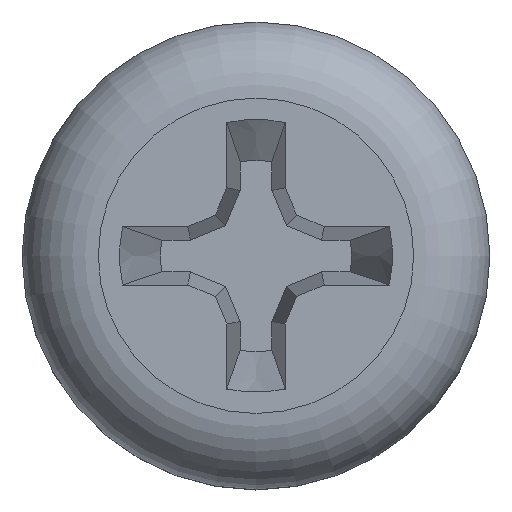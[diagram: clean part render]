
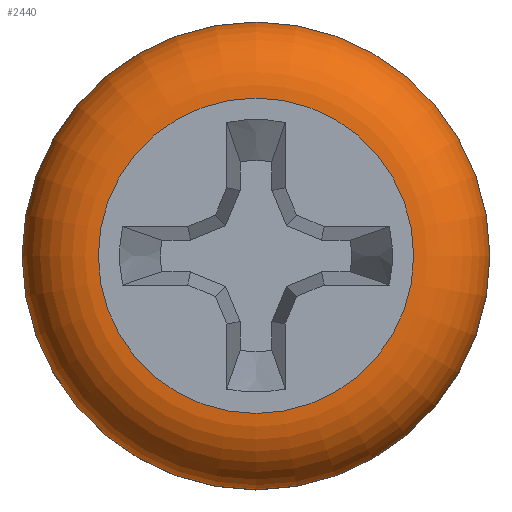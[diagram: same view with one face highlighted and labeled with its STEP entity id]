
A CAD part, top view. The second image highlights one B-rep face of the part: STEP entity #2440.
In plain terms, the highlighted toroidal (fillet/blend) face has major radius 4.045 mm and minor radius 1.955 mm.
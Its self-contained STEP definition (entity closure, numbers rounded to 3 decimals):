
#39=TOROIDAL_SURFACE('',#2599,4.045,1.955);
#252=FACE_OUTER_BOUND('',#382,.T.);
#382=EDGE_LOOP('',(#1887,#1888,#1889,#1890,#1891,#1892,#1893));
#421=CIRCLE('',#2600,6.);
#422=CIRCLE('',#2601,6.);
#423=CIRCLE('',#2602,1.955);
#424=CIRCLE('',#2603,4.045);
#425=CIRCLE('',#2604,4.045);
#426=CIRCLE('',#2605,6.);
#1047=VERTEX_POINT('',#15240);
#1048=VERTEX_POINT('',#15241);
#1049=VERTEX_POINT('',#15243);
#1050=VERTEX_POINT('',#15245);
#1051=VERTEX_POINT('',#15247);
#1404=EDGE_CURVE('',#1047,#1048,#421,.T.);
#1405=EDGE_CURVE('',#1049,#1047,#422,.T.);
#1406=EDGE_CURVE('',#1049,#1050,#423,.T.);
#1407=EDGE_CURVE('',#1050,#1051,#424,.T.);
#1408=EDGE_CURVE('',#1051,#1050,#425,.T.);
#1409=EDGE_CURVE('',#1048,#1049,#426,.T.);
#1887=ORIENTED_EDGE('',*,*,#1404,.F.);
#1888=ORIENTED_EDGE('',*,*,#1405,.F.);
#1889=ORIENTED_EDGE('',*,*,#1406,.T.);
#1890=ORIENTED_EDGE('',*,*,#1407,.T.);
#1891=ORIENTED_EDGE('',*,*,#1408,.T.);
#1892=ORIENTED_EDGE('',*,*,#1406,.F.);
#1893=ORIENTED_EDGE('',*,*,#1409,.F.);
#2440=ADVANCED_FACE('',(#252),#39,.T.);
#2599=AXIS2_PLACEMENT_3D('',#15239,#2963,#2964);
#2600=AXIS2_PLACEMENT_3D('',#15242,#2965,#2966);
#2601=AXIS2_PLACEMENT_3D('',#15244,#2967,#2968);
#2602=AXIS2_PLACEMENT_3D('',#15246,#2969,#2970);
#2603=AXIS2_PLACEMENT_3D('',#15248,#2971,#2972);
#2604=AXIS2_PLACEMENT_3D('',#15249,#2973,#2974);
#2605=AXIS2_PLACEMENT_3D('',#15250,#2975,#2976);
#2963=DIRECTION('center_axis',(0.,0.,-1.));
#2964=DIRECTION('ref_axis',(0.,1.,0.));
#2965=DIRECTION('center_axis',(0.,0.,-1.));
#2966=DIRECTION('ref_axis',(0.,1.,0.));
#2967=DIRECTION('center_axis',(0.,0.,-1.));
#2968=DIRECTION('ref_axis',(0.,1.,0.));
#2969=DIRECTION('center_axis',(-1.,0.,0.));
#2970=DIRECTION('ref_axis',(0.,-1.,0.));
#2971=DIRECTION('center_axis',(0.,0.,-1.));
#2972=DIRECTION('ref_axis',(0.,1.,0.));
#2973=DIRECTION('center_axis',(0.,0.,-1.));
#2974=DIRECTION('ref_axis',(0.,1.,0.));
#2975=DIRECTION('center_axis',(0.,0.,-1.));
#2976=DIRECTION('ref_axis',(0.,1.,0.));
#15239=CARTESIAN_POINT('Origin',(0.,0.,2.645));
#15240=CARTESIAN_POINT('',(-6.,0.,2.645));
#15241=CARTESIAN_POINT('',(6.,0.,2.645));
#15242=CARTESIAN_POINT('Origin',(0.,0.,2.645));
#15243=CARTESIAN_POINT('',(0.,-6.,2.645));
#15244=CARTESIAN_POINT('Origin',(0.,0.,2.645));
#15245=CARTESIAN_POINT('',(0.,-4.045,4.6));
#15246=CARTESIAN_POINT('Origin',(0.,-4.045,2.645));
#15247=CARTESIAN_POINT('',(0.,4.045,4.6));
#15248=CARTESIAN_POINT('Origin',(0.,0.,4.6));
#15249=CARTESIAN_POINT('Origin',(0.,0.,4.6));
#15250=CARTESIAN_POINT('Origin',(0.,0.,2.645));
